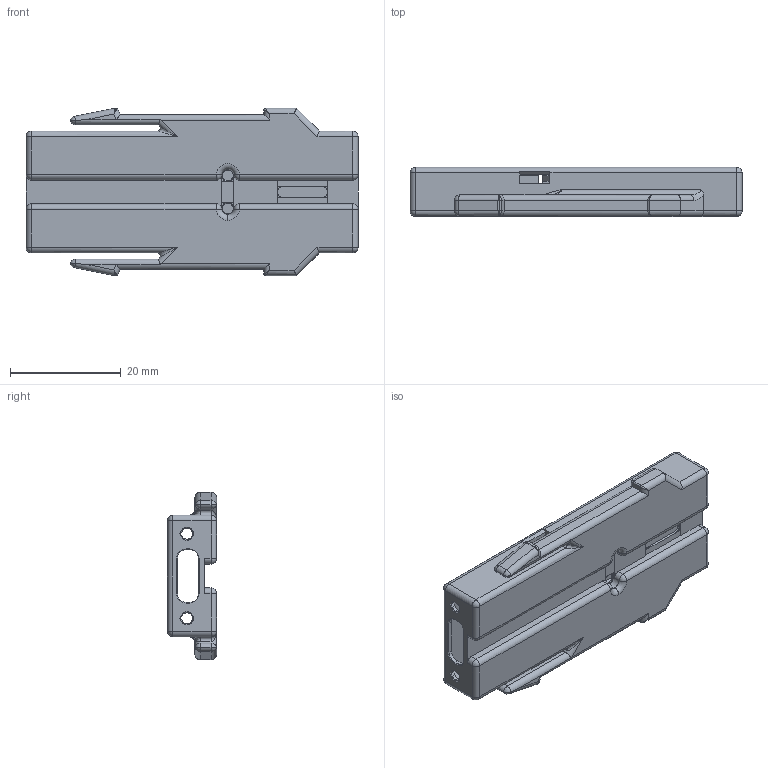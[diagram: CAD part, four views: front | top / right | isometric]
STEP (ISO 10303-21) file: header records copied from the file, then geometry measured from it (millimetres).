
FILE_DESCRIPTION (( 'STEP AP214' ), '1' );
FILE_NAME ('FuiminiCase-GoPro.STEP', '2025-07-02T22:29:39', ( '' ), ( '' ), 'MPSTEP 2.0', 'Macroplastics Offline CAD Suite', '' );
FILE_SCHEMA (( 'UwU' ));
Length unit declared in the file: millimetre
Products named in the file (1): FuiminiCase-GoPro
Bounding box: 60 x 8.88 x 30.25 mm (x, y, z)
Volume: 5504.5 mm3; surface area: 8258.9 mm2
Topology: 3 solids, 3 shells, 394 faces, 1020 edges, 613 vertices
Faces by surface type: plane 223, cylinder 112, sphere 28, cone 14, bspline 14, torus 3
Entity records: 12187 total; most frequent: CARTESIAN_POINT 2770, ORIENTED_EDGE 2000, DIRECTION 1888, EDGE_CURVE 1000, LINE 722, VECTOR 722, VERTEX_POINT 613, AXIS2_PLACEMENT_3D 583
